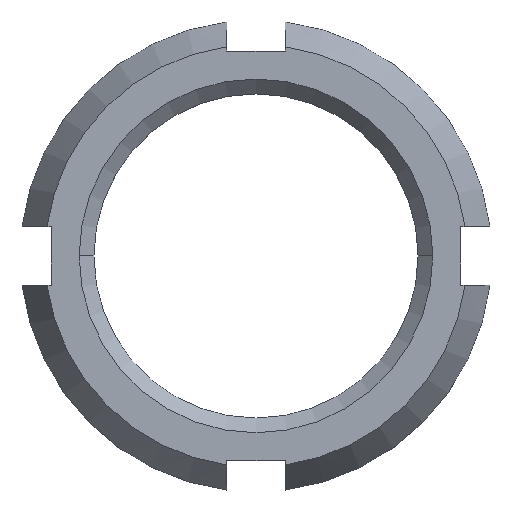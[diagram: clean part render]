
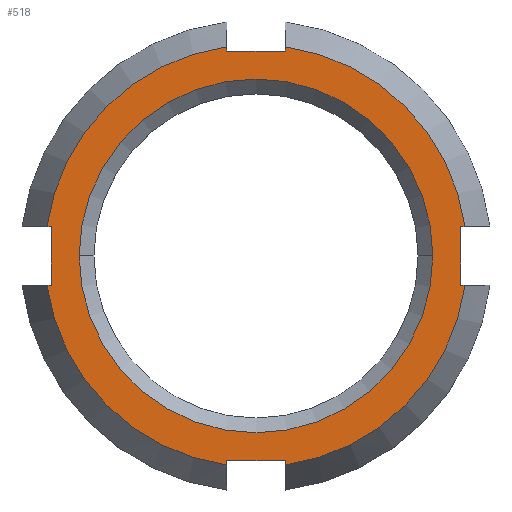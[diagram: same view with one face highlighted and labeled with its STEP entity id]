
A CAD part, top view. The second image highlights one B-rep face of the part: STEP entity #518.
In plain terms, the highlighted planar face has unit normal (0, 0, 1).
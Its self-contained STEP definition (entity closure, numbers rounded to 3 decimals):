
#150=CARTESIAN_POINT('',(6.,0.0,18.8));
#151=VERTEX_POINT('',#150);
#159=CARTESIAN_POINT('',(-6.,0.,18.8));
#160=VERTEX_POINT('',#159);
#167=CARTESIAN_POINT('',(0.0,0.0,18.8));
#168=DIRECTION('',(0.0,0.0,1.0));
#169=DIRECTION('',(1.0,0.0,0.0));
#170=AXIS2_PLACEMENT_3D('',#167,#168,#169);
#171=CIRCLE('',#170,6.0);
#172=EDGE_CURVE('',#160,#151,#171,.T.);
#183=CARTESIAN_POINT('',(0.0,0.0,18.8));
#184=DIRECTION('',(0.0,0.0,1.0));
#185=DIRECTION('',(1.0,0.0,0.0));
#186=AXIS2_PLACEMENT_3D('',#183,#184,#185);
#187=CIRCLE('',#186,6.0);
#188=EDGE_CURVE('',#151,#160,#187,.T.);
#375=CARTESIAN_POINT('',(-7.802,-7.802,18.8));
#376=DIRECTION('',(0.0,0.0,-1.0));
#377=DIRECTION('',(-1.0,0.0,0.0));
#378=AXIS2_PLACEMENT_3D('',#375,#376,#377);
#379=PLANE('',#378);
#380=CARTESIAN_POINT('',(1.,7.093,18.8));
#381=VERTEX_POINT('',#380);
#382=CARTESIAN_POINT('',(1.,6.95,18.8));
#383=VERTEX_POINT('',#382);
#384=CARTESIAN_POINT('',(1.,7.093,18.8));
#385=DIRECTION('',(0.0,-1.0,0.0));
#386=VECTOR('',#385,0.143);
#387=LINE('',#384,#386);
#388=EDGE_CURVE('',#381,#383,#387,.T.);
#389=ORIENTED_EDGE('',*,*,#388,.T.);
#390=CARTESIAN_POINT('',(-1.,6.95,18.8));
#391=VERTEX_POINT('',#390);
#392=CARTESIAN_POINT('',(1.,6.95,18.8));
#393=DIRECTION('',(-1.0,0.0,0.0));
#394=VECTOR('',#393,2.);
#395=LINE('',#392,#394);
#396=EDGE_CURVE('',#383,#391,#395,.T.);
#397=ORIENTED_EDGE('',*,*,#396,.T.);
#398=CARTESIAN_POINT('',(-1.,7.093,18.8));
#399=VERTEX_POINT('',#398);
#400=CARTESIAN_POINT('',(-1.,6.95,18.8));
#401=DIRECTION('',(0.0,1.0,0.0));
#402=VECTOR('',#401,0.143);
#403=LINE('',#400,#402);
#404=EDGE_CURVE('',#391,#399,#403,.T.);
#405=ORIENTED_EDGE('',*,*,#404,.T.);
#406=CARTESIAN_POINT('',(-7.093,1.,18.8));
#407=VERTEX_POINT('',#406);
#408=CARTESIAN_POINT('',(0.0,0.0,18.8));
#409=DIRECTION('',(0.0,0.0,1.0));
#410=DIRECTION('',(0.0,-1.0,0.0));
#411=AXIS2_PLACEMENT_3D('',#408,#409,#410);
#412=CIRCLE('',#411,7.163);
#413=EDGE_CURVE('',#399,#407,#412,.T.);
#414=ORIENTED_EDGE('',*,*,#413,.T.);
#415=CARTESIAN_POINT('',(-6.95,1.,18.8));
#416=VERTEX_POINT('',#415);
#417=CARTESIAN_POINT('',(-7.093,1.,18.8));
#418=DIRECTION('',(1.0,0.0,0.0));
#419=VECTOR('',#418,0.143);
#420=LINE('',#417,#419);
#421=EDGE_CURVE('',#407,#416,#420,.T.);
#422=ORIENTED_EDGE('',*,*,#421,.T.);
#423=CARTESIAN_POINT('',(-6.95,-1.,18.8));
#424=VERTEX_POINT('',#423);
#425=CARTESIAN_POINT('',(-6.95,1.,18.8));
#426=DIRECTION('',(0.0,-1.0,0.0));
#427=VECTOR('',#426,2.);
#428=LINE('',#425,#427);
#429=EDGE_CURVE('',#416,#424,#428,.T.);
#430=ORIENTED_EDGE('',*,*,#429,.T.);
#431=CARTESIAN_POINT('',(-7.093,-1.,18.8));
#432=VERTEX_POINT('',#431);
#433=CARTESIAN_POINT('',(-6.95,-1.,18.8));
#434=DIRECTION('',(-1.0,0.0,0.0));
#435=VECTOR('',#434,0.143);
#436=LINE('',#433,#435);
#437=EDGE_CURVE('',#424,#432,#436,.T.);
#438=ORIENTED_EDGE('',*,*,#437,.T.);
#439=CARTESIAN_POINT('',(-1.,-7.093,18.8));
#440=VERTEX_POINT('',#439);
#441=CARTESIAN_POINT('',(0.0,0.0,18.8));
#442=DIRECTION('',(0.0,0.0,1.0));
#443=DIRECTION('',(0.0,-1.0,0.0));
#444=AXIS2_PLACEMENT_3D('',#441,#442,#443);
#445=CIRCLE('',#444,7.163);
#446=EDGE_CURVE('',#432,#440,#445,.T.);
#447=ORIENTED_EDGE('',*,*,#446,.T.);
#448=CARTESIAN_POINT('',(-1.,-6.95,18.8));
#449=VERTEX_POINT('',#448);
#450=CARTESIAN_POINT('',(-1.,-7.093,18.8));
#451=DIRECTION('',(0.0,1.0,0.0));
#452=VECTOR('',#451,0.143);
#453=LINE('',#450,#452);
#454=EDGE_CURVE('',#440,#449,#453,.T.);
#455=ORIENTED_EDGE('',*,*,#454,.T.);
#456=CARTESIAN_POINT('',(1.,-6.95,18.8));
#457=VERTEX_POINT('',#456);
#458=CARTESIAN_POINT('',(-1.,-6.95,18.8));
#459=DIRECTION('',(1.0,0.0,0.0));
#460=VECTOR('',#459,2.);
#461=LINE('',#458,#460);
#462=EDGE_CURVE('',#449,#457,#461,.T.);
#463=ORIENTED_EDGE('',*,*,#462,.T.);
#464=CARTESIAN_POINT('',(1.,-7.093,18.8));
#465=VERTEX_POINT('',#464);
#466=CARTESIAN_POINT('',(1.,-6.95,18.8));
#467=DIRECTION('',(0.0,-1.0,0.0));
#468=VECTOR('',#467,0.143);
#469=LINE('',#466,#468);
#470=EDGE_CURVE('',#457,#465,#469,.T.);
#471=ORIENTED_EDGE('',*,*,#470,.T.);
#472=CARTESIAN_POINT('',(7.093,-1.,18.8));
#473=VERTEX_POINT('',#472);
#474=CARTESIAN_POINT('',(0.0,0.0,18.8));
#475=DIRECTION('',(0.0,0.0,1.0));
#476=DIRECTION('',(0.0,-1.0,0.0));
#477=AXIS2_PLACEMENT_3D('',#474,#475,#476);
#478=CIRCLE('',#477,7.163);
#479=EDGE_CURVE('',#465,#473,#478,.T.);
#480=ORIENTED_EDGE('',*,*,#479,.T.);
#481=CARTESIAN_POINT('',(6.95,-1.,18.8));
#482=VERTEX_POINT('',#481);
#483=CARTESIAN_POINT('',(7.093,-1.,18.8));
#484=DIRECTION('',(-1.0,0.0,0.0));
#485=VECTOR('',#484,0.143);
#486=LINE('',#483,#485);
#487=EDGE_CURVE('',#473,#482,#486,.T.);
#488=ORIENTED_EDGE('',*,*,#487,.T.);
#489=CARTESIAN_POINT('',(6.95,1.,18.8));
#490=VERTEX_POINT('',#489);
#491=CARTESIAN_POINT('',(6.95,-1.,18.8));
#492=DIRECTION('',(0.0,1.0,0.0));
#493=VECTOR('',#492,2.);
#494=LINE('',#491,#493);
#495=EDGE_CURVE('',#482,#490,#494,.T.);
#496=ORIENTED_EDGE('',*,*,#495,.T.);
#497=CARTESIAN_POINT('',(7.093,1.,18.8));
#498=VERTEX_POINT('',#497);
#499=CARTESIAN_POINT('',(6.95,1.,18.8));
#500=DIRECTION('',(1.0,0.0,0.0));
#501=VECTOR('',#500,0.143);
#502=LINE('',#499,#501);
#503=EDGE_CURVE('',#490,#498,#502,.T.);
#504=ORIENTED_EDGE('',*,*,#503,.T.);
#505=CARTESIAN_POINT('',(0.0,0.0,18.8));
#506=DIRECTION('',(0.0,0.0,1.0));
#507=DIRECTION('',(0.0,-1.0,0.0));
#508=AXIS2_PLACEMENT_3D('',#505,#506,#507);
#509=CIRCLE('',#508,7.163);
#510=EDGE_CURVE('',#498,#381,#509,.T.);
#511=ORIENTED_EDGE('',*,*,#510,.T.);
#512=EDGE_LOOP('',(#389,#397,#405,#414,#422,#430,#438,#447,#455,#463,#471,#480,#488,#496,#504,#511));
#513=FACE_OUTER_BOUND('',#512,.T.);
#514=ORIENTED_EDGE('',*,*,#172,.F.);
#515=ORIENTED_EDGE('',*,*,#188,.F.);
#516=EDGE_LOOP('',(#514,#515));
#517=FACE_BOUND('',#516,.T.);
#518=ADVANCED_FACE('',(#513,#517),#379,.F.);
